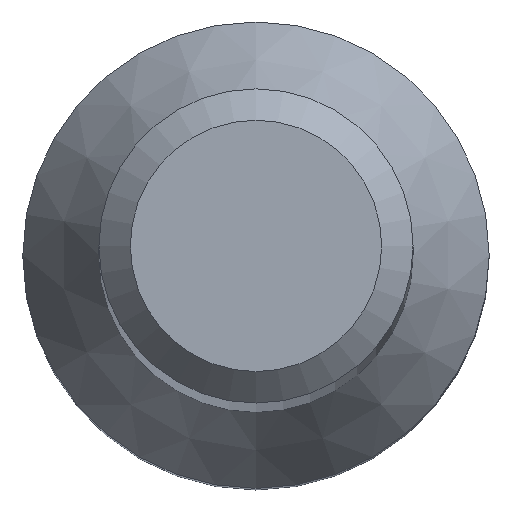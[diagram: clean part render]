
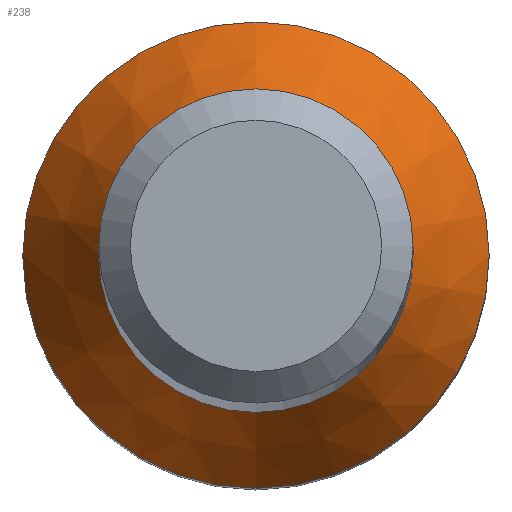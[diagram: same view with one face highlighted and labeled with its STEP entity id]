
A CAD part, top view. The second image highlights one B-rep face of the part: STEP entity #238.
In plain terms, the highlighted conical face has half-angle 30 degrees and reference radius 2.969 mm.
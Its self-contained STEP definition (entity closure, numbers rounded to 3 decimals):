
#5 = DIRECTION ( 'NONE',  ( 0., 1., 0. ) ) ;
#11 = VERTEX_POINT ( 'NONE', #240 ) ;
#13 = CIRCLE ( 'NONE', #206, 2. ) ;
#45 = ORIENTED_EDGE ( 'NONE', *, *, #118, .F. ) ;
#49 = FACE_OUTER_BOUND ( 'NONE', #200, .T. ) ;
#58 = EDGE_CURVE ( 'NONE', #66, #66, #13, .T. ) ;
#66 = VERTEX_POINT ( 'NONE', #183 ) ;
#70 = DIRECTION ( 'NONE',  ( 0., 1., 0. ) ) ;
#82 = CARTESIAN_POINT ( 'NONE',  ( 0., 0., 13.992 ) ) ;
#90 = DIRECTION ( 'NONE',  ( 0., 0., -1. ) ) ;
#98 = AXIS2_PLACEMENT_3D ( 'NONE', #205, #90, #70 ) ;
#118 = EDGE_CURVE ( 'NONE', #11, #11, #152, .T. ) ;
#152 = CIRCLE ( 'NONE', #217, 2.969 ) ;
#154 = CONICAL_SURFACE ( 'NONE', #98, 2.969, 0.524 ) ;
#179 = FACE_BOUND ( 'NONE', #237, .T. ) ;
#180 = DIRECTION ( 'NONE',  ( 0., 1., 0. ) ) ;
#183 = CARTESIAN_POINT ( 'NONE',  ( 0., 2., 13.992 ) ) ;
#192 = DIRECTION ( 'NONE',  ( 0., 0., -1. ) ) ;
#197 = DIRECTION ( 'NONE',  ( 0., 0., -1. ) ) ;
#200 = EDGE_LOOP ( 'NONE', ( #45 ) ) ;
#202 = CARTESIAN_POINT ( 'NONE',  ( 0., 0., 12.314 ) ) ;
#203 = ORIENTED_EDGE ( 'NONE', *, *, #58, .T. ) ;
#205 = CARTESIAN_POINT ( 'NONE',  ( 0., 0., 12.314 ) ) ;
#206 = AXIS2_PLACEMENT_3D ( 'NONE', #82, #192, #5 ) ;
#217 = AXIS2_PLACEMENT_3D ( 'NONE', #202, #197, #180 ) ;
#237 = EDGE_LOOP ( 'NONE', ( #203 ) ) ;
#238 = ADVANCED_FACE ( 'NONE', ( #179, #49 ), #154, .T. ) ;
#240 = CARTESIAN_POINT ( 'NONE',  ( 0., 2.969, 12.314 ) ) ;
